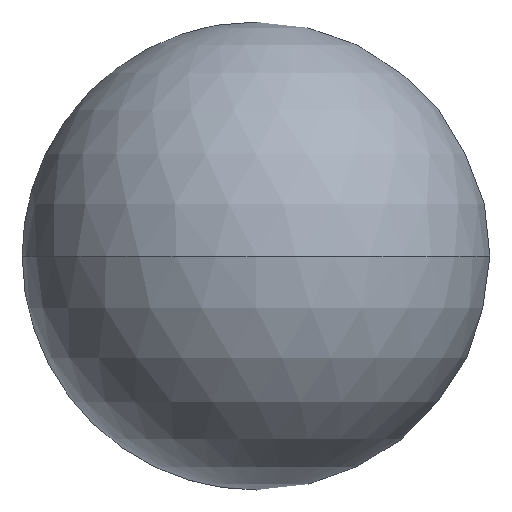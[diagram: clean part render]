
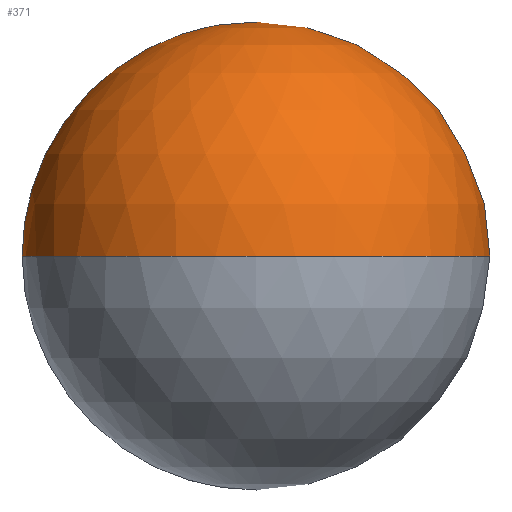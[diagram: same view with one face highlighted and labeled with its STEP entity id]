
A CAD part, left-side view. The second image highlights one B-rep face of the part: STEP entity #371.
In plain terms, the highlighted spherical face has radius 17.5 mm.
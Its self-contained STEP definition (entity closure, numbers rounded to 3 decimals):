
#16 = DIRECTION ( 'NONE',  ( 0., 1., 0. ) ) ;
#31 = AXIS2_PLACEMENT_3D ( 'NONE', #569, #329, #39 ) ;
#39 = DIRECTION ( 'NONE',  ( 0., 0., 1. ) ) ;
#43 = DIRECTION ( 'NONE',  ( 0., 1., 0. ) ) ;
#50 = EDGE_CURVE ( 'NONE', #341, #107, #680, .T. ) ;
#51 = CARTESIAN_POINT ( 'NONE',  ( 14.361, 0., 10. ) ) ;
#55 = AXIS2_PLACEMENT_3D ( 'NONE', #742, #556, #257 ) ;
#107 = VERTEX_POINT ( 'NONE', #204 ) ;
#120 = EDGE_CURVE ( 'NONE', #582, #107, #607, .T. ) ;
#131 = SPHERICAL_SURFACE ( 'NONE', #577, 17.5 ) ;
#156 = DIRECTION ( 'NONE',  ( 1., 0., 0. ) ) ;
#158 = EDGE_CURVE ( 'NONE', #263, #582, #695, .T. ) ;
#159 = ORIENTED_EDGE ( 'NONE', *, *, #50, .F. ) ;
#165 = CARTESIAN_POINT ( 'NONE',  ( 14.361, 10., 0. ) ) ;
#197 = CARTESIAN_POINT ( 'NONE',  ( 0., 0., 0. ) ) ;
#204 = CARTESIAN_POINT ( 'NONE',  ( -17.5, 0., 0. ) ) ;
#257 = DIRECTION ( 'NONE',  ( 0., 0., 1. ) ) ;
#263 = VERTEX_POINT ( 'NONE', #51 ) ;
#273 = ORIENTED_EDGE ( 'NONE', *, *, #120, .T. ) ;
#293 = FACE_OUTER_BOUND ( 'NONE', #520, .T. ) ;
#311 = CARTESIAN_POINT ( 'NONE',  ( 14.361, -10., 0. ) ) ;
#329 = DIRECTION ( 'NONE',  ( -1., 0., 0. ) ) ;
#341 = VERTEX_POINT ( 'NONE', #311 ) ;
#371 = ADVANCED_FACE ( 'NONE', ( #293 ), #131, .T. ) ;
#384 = CARTESIAN_POINT ( 'NONE',  ( 0., 0., 0. ) ) ;
#407 = ORIENTED_EDGE ( 'NONE', *, *, #465, .T. ) ;
#438 = AXIS2_PLACEMENT_3D ( 'NONE', #384, #563, #43 ) ;
#448 = ORIENTED_EDGE ( 'NONE', *, *, #158, .T. ) ;
#465 = EDGE_CURVE ( 'NONE', #341, #263, #517, .T. ) ;
#488 = AXIS2_PLACEMENT_3D ( 'NONE', #197, #669, #156 ) ;
#494 = DIRECTION ( 'NONE',  ( 0., 0., -1. ) ) ;
#517 = CIRCLE ( 'NONE', #55, 10. ) ;
#520 = EDGE_LOOP ( 'NONE', ( #159, #407, #448, #273 ) ) ;
#545 = CARTESIAN_POINT ( 'NONE',  ( 0., 0., 0. ) ) ;
#556 = DIRECTION ( 'NONE',  ( -1., 0., 0. ) ) ;
#563 = DIRECTION ( 'NONE',  ( 0., 0., -1. ) ) ;
#569 = CARTESIAN_POINT ( 'NONE',  ( 14.361, 0., 0. ) ) ;
#577 = AXIS2_PLACEMENT_3D ( 'NONE', #545, #494, #16 ) ;
#582 = VERTEX_POINT ( 'NONE', #165 ) ;
#607 = CIRCLE ( 'NONE', #488, 17.5 ) ;
#669 = DIRECTION ( 'NONE',  ( 0., 0., 1. ) ) ;
#680 = CIRCLE ( 'NONE', #438, 17.5 ) ;
#695 = CIRCLE ( 'NONE', #31, 10. ) ;
#742 = CARTESIAN_POINT ( 'NONE',  ( 14.361, 0., 0. ) ) ;
